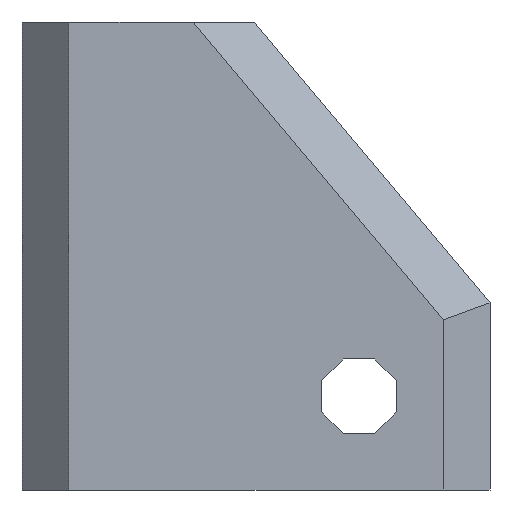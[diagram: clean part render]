
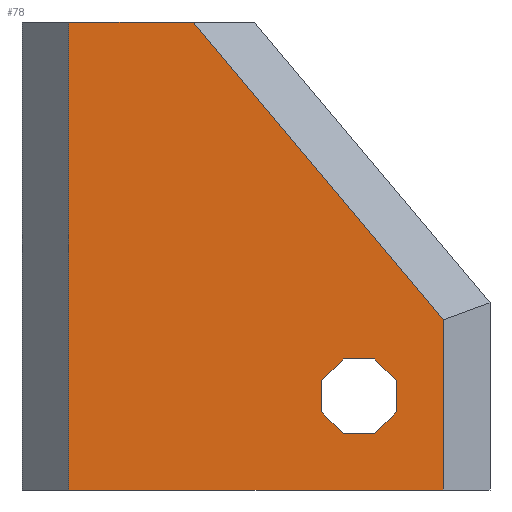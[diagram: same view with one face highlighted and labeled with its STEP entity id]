
A CAD part, front view. The second image highlights one B-rep face of the part: STEP entity #78.
In plain terms, the highlighted planar face has unit normal (0, -1, 0).
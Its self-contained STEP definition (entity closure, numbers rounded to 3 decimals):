
#16 = EDGE_CURVE ( 'NONE', #505, #495, #582, .T. ) ;
#20 = EDGE_CURVE ( 'NONE', #440, #443, #585, .T. ) ;
#26 = EDGE_CURVE ( 'NONE', #499, #474, #592, .T. ) ;
#27 = EDGE_CURVE ( 'NONE', #497, #499, #593, .T. ) ;
#28 = EDGE_CURVE ( 'NONE', #474, #505, #594, .T. ) ;
#29 = EDGE_CURVE ( 'NONE', #495, #438, #595, .T. ) ;
#39 = EDGE_CURVE ( 'NONE', #438, #440, #604, .T. ) ;
#54 = EDGE_CURVE ( 'NONE', #451, #511, #618, .T. ) ;
#56 = EDGE_CURVE ( 'NONE', #447, #493, #620, .T. ) ;
#61 = EDGE_CURVE ( 'NONE', #511, #477, #615, .T. ) ;
#62 = EDGE_CURVE ( 'NONE', #443, #497, #626, .T. ) ;
#69 = EDGE_CURVE ( 'NONE', #493, #451, #632, .T. ) ;
#78 = ADVANCED_FACE ( 'NONE', ( #638, #639 ), #260, .F. ) ;
#92 = EDGE_CURVE ( 'NONE', #447, #477, #108, .T. ) ;
#108 = LINE ( 'NONE', #307, #697 ) ;
#111 = CARTESIAN_POINT ( 'NONE',  ( 16., -6.25, 4.172 ) ) ;
#116 = CARTESIAN_POINT ( 'NONE',  ( 22.5, -6.25, 25. ) ) ;
#123 = DIRECTION ( 'NONE',  ( -0.707, 0., -0.707 ) ) ;
#131 = DIRECTION ( 'NONE',  ( 0., 0., 1. ) ) ;
#132 = DIRECTION ( 'NONE',  ( 0., 0., -1. ) ) ;
#134 = DIRECTION ( 'NONE',  ( 0., 0., 1. ) ) ;
#142 = CARTESIAN_POINT ( 'NONE',  ( 2.5, -6.25, 25. ) ) ;
#143 = DIRECTION ( 'NONE',  ( 0., 0., -1. ) ) ;
#153 = CARTESIAN_POINT ( 'NONE',  ( 16., -6.25, 5.828 ) ) ;
#156 = DIRECTION ( 'NONE',  ( 1., 0., 0. ) ) ;
#157 = CARTESIAN_POINT ( 'NONE',  ( 18.828, -6.25, 3. ) ) ;
#163 = DIRECTION ( 'NONE',  ( 0.707, 0., -0.707 ) ) ;
#169 = CARTESIAN_POINT ( 'NONE',  ( 20., -6.25, 4.172 ) ) ;
#170 = DIRECTION ( 'NONE',  ( 0.707, 0., 0.707 ) ) ;
#171 = CARTESIAN_POINT ( 'NONE',  ( 17.172, -6.25, 3. ) ) ;
#176 = CARTESIAN_POINT ( 'NONE',  ( 18.828, -6.25, 7. ) ) ;
#177 = DIRECTION ( 'NONE',  ( -0.707, 0., 0.707 ) ) ;
#198 = CARTESIAN_POINT ( 'NONE',  ( 20., -6.25, 5.828 ) ) ;
#208 = CARTESIAN_POINT ( 'NONE',  ( 10.498, -6.25, 23.393 ) ) ;
#210 = DIRECTION ( 'NONE',  ( -0.643, 0., 0.766 ) ) ;
#214 = DIRECTION ( 'NONE',  ( -1., 0., 0. ) ) ;
#215 = CARTESIAN_POINT ( 'NONE',  ( 17.172, -6.25, 7. ) ) ;
#234 = CARTESIAN_POINT ( 'NONE',  ( 0., -6.25, 0. ) ) ;
#235 = DIRECTION ( 'NONE',  ( 1., 0., 0. ) ) ;
#260 = PLANE ( 'NONE',  #733 ) ;
#261 = CARTESIAN_POINT ( 'NONE',  ( 0., -6.25, 25. ) ) ;
#262 = DIRECTION ( 'NONE',  ( 0., 1., 0. ) ) ;
#263 = DIRECTION ( 'NONE',  ( 0., 0., 1. ) ) ;
#307 = CARTESIAN_POINT ( 'NONE',  ( 0., -6.25, 25. ) ) ;
#308 = DIRECTION ( 'NONE',  ( 1., 0., 0. ) ) ;
#328 = CARTESIAN_POINT ( 'NONE',  ( 20., -6.25, 4.172 ) ) ;
#329 = CARTESIAN_POINT ( 'NONE',  ( 20., -6.25, 5.828 ) ) ;
#331 = CARTESIAN_POINT ( 'NONE',  ( 18.828, -6.25, 7. ) ) ;
#332 = CARTESIAN_POINT ( 'NONE',  ( 2.5, -6.25, 25. ) ) ;
#333 = CARTESIAN_POINT ( 'NONE',  ( 22.5, -6.25, 0. ) ) ;
#337 = CARTESIAN_POINT ( 'NONE',  ( 16., -6.25, 4.172 ) ) ;
#338 = CARTESIAN_POINT ( 'NONE',  ( 9.15, -6.25, 25. ) ) ;
#346 = CARTESIAN_POINT ( 'NONE',  ( 2.5, -6.25, 0. ) ) ;
#348 = CARTESIAN_POINT ( 'NONE',  ( 18.828, -6.25, 3. ) ) ;
#350 = CARTESIAN_POINT ( 'NONE',  ( 17.172, -6.25, 7. ) ) ;
#352 = CARTESIAN_POINT ( 'NONE',  ( 16., -6.25, 5.828 ) ) ;
#358 = CARTESIAN_POINT ( 'NONE',  ( 17.172, -6.25, 3. ) ) ;
#364 = CARTESIAN_POINT ( 'NONE',  ( 22.5, -6.25, 9.09 ) ) ;
#390 = ORIENTED_EDGE ( 'NONE', *, *, #54, .T. ) ;
#391 = ORIENTED_EDGE ( 'NONE', *, *, #69, .T. ) ;
#398 = ORIENTED_EDGE ( 'NONE', *, *, #28, .F. ) ;
#399 = ORIENTED_EDGE ( 'NONE', *, *, #39, .F. ) ;
#400 = ORIENTED_EDGE ( 'NONE', *, *, #61, .T. ) ;
#401 = ORIENTED_EDGE ( 'NONE', *, *, #92, .F. ) ;
#402 = ORIENTED_EDGE ( 'NONE', *, *, #16, .F. ) ;
#408 = ORIENTED_EDGE ( 'NONE', *, *, #62, .F. ) ;
#410 = ORIENTED_EDGE ( 'NONE', *, *, #27, .F. ) ;
#411 = ORIENTED_EDGE ( 'NONE', *, *, #20, .F. ) ;
#416 = ORIENTED_EDGE ( 'NONE', *, *, #56, .T. ) ;
#418 = ORIENTED_EDGE ( 'NONE', *, *, #26, .F. ) ;
#420 = ORIENTED_EDGE ( 'NONE', *, *, #29, .F. ) ;
#438 = VERTEX_POINT ( 'NONE', #328 ) ;
#440 = VERTEX_POINT ( 'NONE', #329 ) ;
#443 = VERTEX_POINT ( 'NONE', #331 ) ;
#447 = VERTEX_POINT ( 'NONE', #332 ) ;
#451 = VERTEX_POINT ( 'NONE', #333 ) ;
#474 = VERTEX_POINT ( 'NONE', #337 ) ;
#477 = VERTEX_POINT ( 'NONE', #338 ) ;
#493 = VERTEX_POINT ( 'NONE', #346 ) ;
#495 = VERTEX_POINT ( 'NONE', #348 ) ;
#497 = VERTEX_POINT ( 'NONE', #350 ) ;
#499 = VERTEX_POINT ( 'NONE', #352 ) ;
#505 = VERTEX_POINT ( 'NONE', #358 ) ;
#511 = VERTEX_POINT ( 'NONE', #364 ) ;
#537 = EDGE_LOOP ( 'NONE', ( #390, #400, #401, #416, #391 ) ) ;
#538 = EDGE_LOOP ( 'NONE', ( #411, #399, #420, #402, #398, #418, #410, #408 ) ) ;
#582 = LINE ( 'NONE', #157, #690 ) ;
#585 = LINE ( 'NONE', #176, #743 ) ;
#592 = LINE ( 'NONE', #111, #752 ) ;
#593 = LINE ( 'NONE', #153, #717 ) ;
#594 = LINE ( 'NONE', #171, #719 ) ;
#595 = LINE ( 'NONE', #169, #714 ) ;
#604 = LINE ( 'NONE', #198, #674 ) ;
#615 = LINE ( 'NONE', #208, #670 ) ;
#618 = LINE ( 'NONE', #116, #673 ) ;
#620 = LINE ( 'NONE', #142, #666 ) ;
#626 = LINE ( 'NONE', #215, #686 ) ;
#632 = LINE ( 'NONE', #234, #711 ) ;
#638 = FACE_BOUND ( 'NONE', #538, .T. ) ;
#639 = FACE_OUTER_BOUND ( 'NONE', #537, .T. ) ;
#666 = VECTOR ( 'NONE', #143, 1000. ) ;
#670 = VECTOR ( 'NONE', #210, 1000. ) ;
#673 = VECTOR ( 'NONE', #131, 1000. ) ;
#674 = VECTOR ( 'NONE', #134, 1000. ) ;
#686 = VECTOR ( 'NONE', #214, 1000. ) ;
#690 = VECTOR ( 'NONE', #156, 1000. ) ;
#697 = VECTOR ( 'NONE', #308, 1000. ) ;
#711 = VECTOR ( 'NONE', #235, 1000. ) ;
#714 = VECTOR ( 'NONE', #170, 1000. ) ;
#717 = VECTOR ( 'NONE', #123, 1000. ) ;
#719 = VECTOR ( 'NONE', #163, 1000. ) ;
#733 = AXIS2_PLACEMENT_3D ( 'NONE', #261, #262, #263 ) ;
#743 = VECTOR ( 'NONE', #177, 1000. ) ;
#752 = VECTOR ( 'NONE', #132, 1000. ) ;
